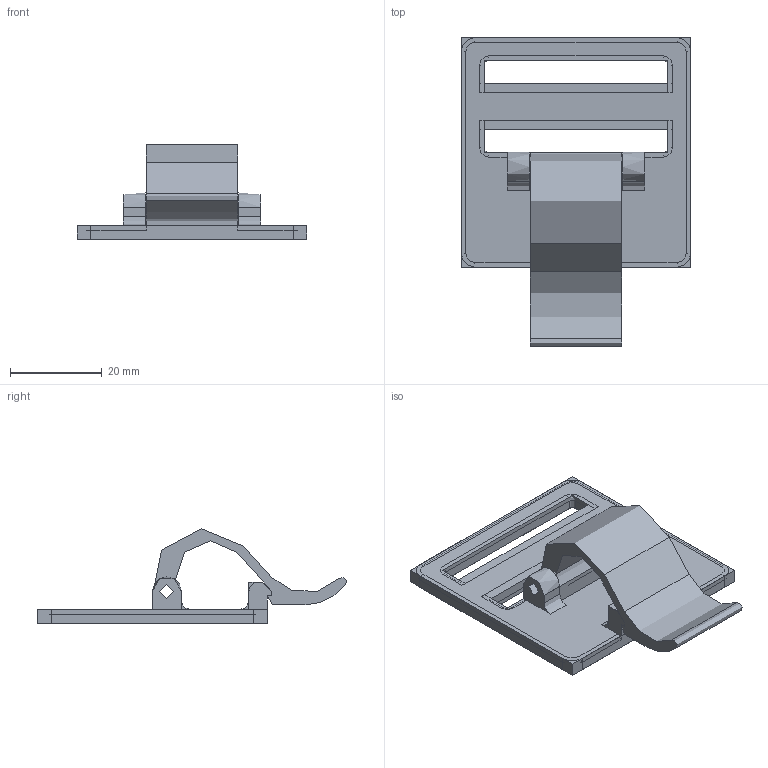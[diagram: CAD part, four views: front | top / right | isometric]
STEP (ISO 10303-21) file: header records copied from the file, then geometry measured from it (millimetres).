
FILE_DESCRIPTION(('FreeCAD Model'),'2;1');
FILE_NAME('Open CASCADE Shape Model','2022-01-04T19:51:27',('Author'),( ''),'Open CASCADE STEP processor 7.5','FreeCAD','Unknown');
FILE_SCHEMA(('AUTOMOTIVE_DESIGN { 1 0 10303 214 1 1 1 1 }'));
Length unit declared in the file: millimetre
Products named in the file (19): CableClip; XZ_Plane; Pocket; Z_Axis; Body; Sketch001; Fillet002; Sketch004; Pad002; Fillet001; Fillet; Chamfer; Body001; Pad003; Pad; Sketch002; Sketch; Sketch003; Pad001
Assembly tree (28 placements, depth 2):
  CableClip
    XZ_Plane  x6
    Pocket
    Z_Axis  x6
    Body
    Sketch001
    Fillet002
    Sketch004
    Pad002
    Fillet001
    Fillet
    Chamfer
    Body001
    Pad003
    Pad
    Sketch002
    Sketch
    Sketch003
    Pad001
Bounding box: 50 x 67.25 x 20.62 mm (x, y, z)
Volume: 69954.7 mm3; surface area: 58485.5 mm2
Topology: 11 solids, 11 shells, 380 faces, 1149 edges, 824 vertices
Faces by surface type: plane 246, cylinder 118, torus 16
Full cylindrical faces by diameter (mm): 3.1 x13, 3.2 x2
Entity records: 28282 total; most frequent: CARTESIAN_POINT 5419, DIRECTION 4261, LINE 2835, VECTOR 2835, ORIENTED_EDGE 2204, PCURVE 2204, DEFINITIONAL_REPRESENTATION 2204, EDGE_CURVE 1102
